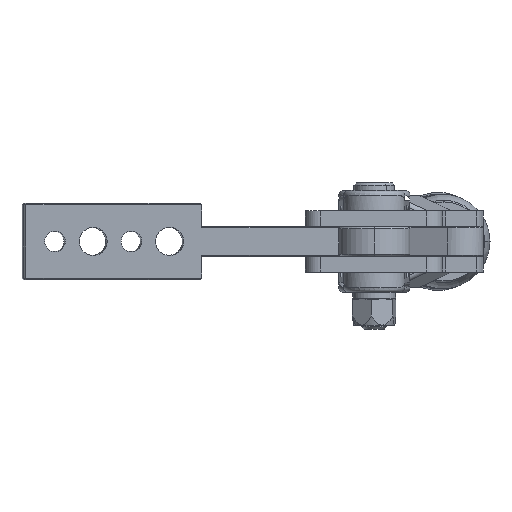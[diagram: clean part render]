
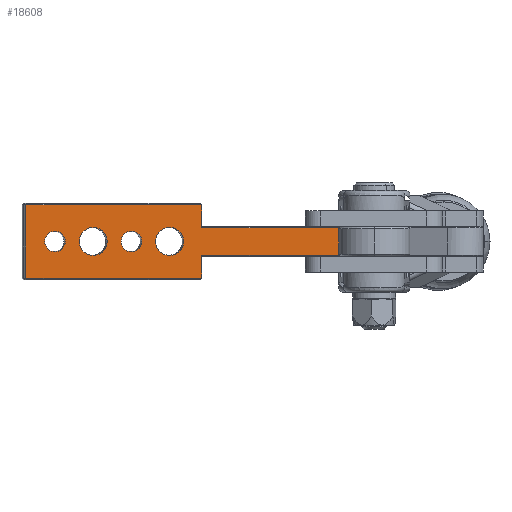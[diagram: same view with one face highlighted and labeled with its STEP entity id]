
A CAD part, front view. The second image highlights one B-rep face of the part: STEP entity #18608.
In plain terms, the highlighted face is planar.
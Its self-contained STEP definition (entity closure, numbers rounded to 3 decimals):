
#5488 = FACE_BOUND ( 'NONE', #22349, .T. ) ;
#5491 = FACE_BOUND ( 'NONE', #22346, .T. ) ;
#5493 = FACE_BOUND ( 'NONE', #22350, .T. ) ;
#5495 = FACE_OUTER_BOUND ( 'NONE', #22348, .T. ) ;
#5497 = FACE_BOUND ( 'NONE', #22347, .T. ) ;
#7147 = DIRECTION ( 'NONE',  ( 0.001, 1., 0. ) ) ;
#7149 = PLANE ( 'NONE',  #26431 ) ;
#7151 = CARTESIAN_POINT ( 'NONE',  ( 0.318, 593.942, 15. ) ) ;
#7153 = DIRECTION ( 'NONE',  ( -1., 0.001, 0. ) ) ;
#7230 = CARTESIAN_POINT ( 'NONE',  ( -179.331, 594.038, 0.3 ) ) ;
#7237 = CARTESIAN_POINT ( 'NONE',  ( -171.631, 594.034, 7.5 ) ) ;
#7285 = CARTESIAN_POINT ( 'NONE',  ( -110.913, 594.001, 4.8 ) ) ;
#7294 = CARTESIAN_POINT ( 'NONE',  ( -156.631, 594.026, 7.5 ) ) ;
#7307 = CARTESIAN_POINT ( 'NONE',  ( -168.881, 594.032, 7.5 ) ) ;
#7311 = CARTESIAN_POINT ( 'NONE',  ( -160.631, 594.028, 7.5 ) ) ;
#7313 = CARTESIAN_POINT ( 'NONE',  ( -179.331, 594.038, 14.7 ) ) ;
#9664 = CIRCLE ( 'NONE', #13808, 2.75 ) ;
#9669 = CIRCLE ( 'NONE', #13810, 2. ) ;
#9675 = CIRCLE ( 'NONE', #13812, 2.75 ) ;
#9681 = CIRCLE ( 'NONE', #13814, 2. ) ;
#9699 = LINE ( 'NONE', #15556, #9703 ) ;
#9703 = VECTOR ( 'NONE', #15562, 1000. ) ;
#9756 = LINE ( 'NONE', #15632, #9759 ) ;
#9759 = VECTOR ( 'NONE', #15633, 1000. ) ;
#9765 = CIRCLE ( 'NONE', #13832, 2.75 ) ;
#9766 = CIRCLE ( 'NONE', #13833, 2. ) ;
#9767 = CIRCLE ( 'NONE', #13834, 2.75 ) ;
#9768 = CIRCLE ( 'NONE', #13835, 2. ) ;
#9769 = LINE ( 'NONE', #15653, #9771 ) ;
#9770 = LINE ( 'NONE', #15663, #9773 ) ;
#9771 = VECTOR ( 'NONE', #15654, 1000. ) ;
#9772 = LINE ( 'NONE', #15665, #9775 ) ;
#9773 = VECTOR ( 'NONE', #15664, 1000. ) ;
#9774 = LINE ( 'NONE', #15667, #9777 ) ;
#9775 = VECTOR ( 'NONE', #15666, 1000. ) ;
#9776 = LINE ( 'NONE', #15669, #9779 ) ;
#9777 = VECTOR ( 'NONE', #15668, 1000. ) ;
#9778 = LINE ( 'NONE', #15671, #9781 ) ;
#9779 = VECTOR ( 'NONE', #15670, 1000. ) ;
#9781 = VECTOR ( 'NONE', #15672, 1000. ) ;
#13808 = AXIS2_PLACEMENT_3D ( 'NONE', #15501, #15502, #15503 ) ;
#13810 = AXIS2_PLACEMENT_3D ( 'NONE', #15511, #15512, #15513 ) ;
#13812 = AXIS2_PLACEMENT_3D ( 'NONE', #15521, #15522, #15523 ) ;
#13814 = AXIS2_PLACEMENT_3D ( 'NONE', #15531, #15532, #15533 ) ;
#13832 = AXIS2_PLACEMENT_3D ( 'NONE', #15647, #15648, #15649 ) ;
#13833 = AXIS2_PLACEMENT_3D ( 'NONE', #15650, #15651, #15652 ) ;
#13834 = AXIS2_PLACEMENT_3D ( 'NONE', #15655, #15656, #15657 ) ;
#13835 = AXIS2_PLACEMENT_3D ( 'NONE', #15660, #15661, #15662 ) ;
#15150 = ORIENTED_EDGE ( 'NONE', *, *, #25619, .T. ) ;
#15151 = ORIENTED_EDGE ( 'NONE', *, *, #25557, .T. ) ;
#15152 = ORIENTED_EDGE ( 'NONE', *, *, #25620, .T. ) ;
#15153 = ORIENTED_EDGE ( 'NONE', *, *, #25561, .T. ) ;
#15154 = ORIENTED_EDGE ( 'NONE', *, *, #25621, .T. ) ;
#15155 = ORIENTED_EDGE ( 'NONE', *, *, #25565, .T. ) ;
#15156 = ORIENTED_EDGE ( 'NONE', *, *, #25622, .T. ) ;
#15157 = ORIENTED_EDGE ( 'NONE', *, *, #25569, .T. ) ;
#15158 = ORIENTED_EDGE ( 'NONE', *, *, #25623, .T. ) ;
#15159 = ORIENTED_EDGE ( 'NONE', *, *, #25624, .T. ) ;
#15160 = ORIENTED_EDGE ( 'NONE', *, *, #25581, .F. ) ;
#15161 = ORIENTED_EDGE ( 'NONE', *, *, #25625, .T. ) ;
#15162 = ORIENTED_EDGE ( 'NONE', *, *, #25626, .T. ) ;
#15163 = ORIENTED_EDGE ( 'NONE', *, *, #25627, .T. ) ;
#15164 = ORIENTED_EDGE ( 'NONE', *, *, #25613, .T. ) ;
#15165 = ORIENTED_EDGE ( 'NONE', *, *, #25628, .T. ) ;
#15501 = CARTESIAN_POINT ( 'NONE',  ( -151.131, 594.023, 7.5 ) ) ;
#15502 = DIRECTION ( 'NONE',  ( 0.001, 1., 0. ) ) ;
#15503 = DIRECTION ( 'NONE',  ( -1., 0.001, 0. ) ) ;
#15511 = CARTESIAN_POINT ( 'NONE',  ( -158.631, 594.027, 7.5 ) ) ;
#15512 = DIRECTION ( 'NONE',  ( 0.001, 1., 0. ) ) ;
#15513 = DIRECTION ( 'NONE',  ( -1., 0.001, 0. ) ) ;
#15521 = CARTESIAN_POINT ( 'NONE',  ( -166.131, 594.031, 7.5 ) ) ;
#15522 = DIRECTION ( 'NONE',  ( 0.001, 1., 0. ) ) ;
#15523 = DIRECTION ( 'NONE',  ( -1., 0.001, 0. ) ) ;
#15531 = CARTESIAN_POINT ( 'NONE',  ( -173.631, 594.035, 7.5 ) ) ;
#15532 = DIRECTION ( 'NONE',  ( 0.001, 1., 0. ) ) ;
#15533 = DIRECTION ( 'NONE',  ( -1., 0.001, 0. ) ) ;
#15556 = CARTESIAN_POINT ( 'NONE',  ( -110.913, 594.001, 15. ) ) ;
#15562 = DIRECTION ( 'NONE',  ( 0., 0., -1. ) ) ;
#15632 = CARTESIAN_POINT ( 'NONE',  ( -179.331, 594.038, 15. ) ) ;
#15633 = DIRECTION ( 'NONE',  ( 0., 0., -1. ) ) ;
#15647 = CARTESIAN_POINT ( 'NONE',  ( -151.131, 594.023, 7.5 ) ) ;
#15648 = DIRECTION ( 'NONE',  ( 0.001, 1., 0. ) ) ;
#15649 = DIRECTION ( 'NONE',  ( -1., 0.001, 0. ) ) ;
#15650 = CARTESIAN_POINT ( 'NONE',  ( -158.631, 594.027, 7.5 ) ) ;
#15651 = DIRECTION ( 'NONE',  ( 0.001, 1., 0. ) ) ;
#15652 = DIRECTION ( 'NONE',  ( -1., 0.001, 0. ) ) ;
#15653 = CARTESIAN_POINT ( 'NONE',  ( -144.831, 594.02, 15. ) ) ;
#15654 = DIRECTION ( 'NONE',  ( 0., 0., 1. ) ) ;
#15655 = CARTESIAN_POINT ( 'NONE',  ( -166.131, 594.031, 7.5 ) ) ;
#15656 = DIRECTION ( 'NONE',  ( 0.001, 1., 0. ) ) ;
#15657 = DIRECTION ( 'NONE',  ( -1., 0.001, 0. ) ) ;
#15660 = CARTESIAN_POINT ( 'NONE',  ( -173.631, 594.035, 7.5 ) ) ;
#15661 = DIRECTION ( 'NONE',  ( 0.001, 1., 0. ) ) ;
#15662 = DIRECTION ( 'NONE',  ( -1., 0.001, 0. ) ) ;
#15663 = CARTESIAN_POINT ( 'NONE',  ( 0.318, 593.942, 4.8 ) ) ;
#15664 = DIRECTION ( 'NONE',  ( 1., -0.001, 0. ) ) ;
#15665 = CARTESIAN_POINT ( 'NONE',  ( 0.318, 593.942, 10.2 ) ) ;
#15666 = DIRECTION ( 'NONE',  ( -1., 0.001, 0. ) ) ;
#15667 = CARTESIAN_POINT ( 'NONE',  ( -144.831, 594.02, 15. ) ) ;
#15668 = DIRECTION ( 'NONE',  ( 0., 0., 1. ) ) ;
#15669 = CARTESIAN_POINT ( 'NONE',  ( -179.331, 594.038, 14.7 ) ) ;
#15670 = DIRECTION ( 'NONE',  ( -1., 0.001, 0. ) ) ;
#15671 = CARTESIAN_POINT ( 'NONE',  ( 0.318, 593.942, 0.3 ) ) ;
#15672 = DIRECTION ( 'NONE',  ( 1., -0.001, 0. ) ) ;
#16907 = CARTESIAN_POINT ( 'NONE',  ( -153.881, 594.024, 7.5 ) ) ;
#18608 = ADVANCED_FACE ( 'NONE', ( #5491, #5497, #5493, #5488, #5495 ), #7149, .F. ) ;
#21926 = VERTEX_POINT ( 'NONE', #7230 ) ;
#21933 = VERTEX_POINT ( 'NONE', #7237 ) ;
#21981 = VERTEX_POINT ( 'NONE', #7285 ) ;
#21990 = VERTEX_POINT ( 'NONE', #7294 ) ;
#22003 = VERTEX_POINT ( 'NONE', #7307 ) ;
#22007 = VERTEX_POINT ( 'NONE', #7311 ) ;
#22009 = VERTEX_POINT ( 'NONE', #7313 ) ;
#22063 = VERTEX_POINT ( 'NONE', #16907 ) ;
#22346 = EDGE_LOOP ( 'NONE', ( #15150, #15151 ) ) ;
#22347 = EDGE_LOOP ( 'NONE', ( #15152, #15153 ) ) ;
#22348 = EDGE_LOOP ( 'NONE', ( #15158, #15159, #15160, #15161, #15162, #15163, #15164, #15165 ) ) ;
#22349 = EDGE_LOOP ( 'NONE', ( #15156, #15157 ) ) ;
#22350 = EDGE_LOOP ( 'NONE', ( #15154, #15155 ) ) ;
#23566 = CARTESIAN_POINT ( 'NONE',  ( -148.381, 594.021, 7.5 ) ) ;
#23567 = CARTESIAN_POINT ( 'NONE',  ( -175.631, 594.036, 7.5 ) ) ;
#23574 = CARTESIAN_POINT ( 'NONE',  ( -144.831, 594.02, 10.2 ) ) ;
#23613 = CARTESIAN_POINT ( 'NONE',  ( -110.913, 594.001, 10.2 ) ) ;
#23621 = CARTESIAN_POINT ( 'NONE',  ( -144.831, 594.02, 14.7 ) ) ;
#23629 = CARTESIAN_POINT ( 'NONE',  ( -144.831, 594.02, 4.8 ) ) ;
#23675 = CARTESIAN_POINT ( 'NONE',  ( -163.381, 594.029, 7.5 ) ) ;
#23733 = CARTESIAN_POINT ( 'NONE',  ( -144.831, 594.02, 0.3 ) ) ;
#25557 = EDGE_CURVE ( 'NONE', #27804, #22063, #9664, .T. ) ;
#25561 = EDGE_CURVE ( 'NONE', #21990, #22007, #9669, .T. ) ;
#25565 = EDGE_CURVE ( 'NONE', #27916, #22003, #9675, .T. ) ;
#25569 = EDGE_CURVE ( 'NONE', #21933, #27814, #9681, .T. ) ;
#25581 = EDGE_CURVE ( 'NONE', #27854, #21981, #9699, .T. ) ;
#25613 = EDGE_CURVE ( 'NONE', #22009, #21926, #9756, .T. ) ;
#25619 = EDGE_CURVE ( 'NONE', #22063, #27804, #9765, .T. ) ;
#25620 = EDGE_CURVE ( 'NONE', #22007, #21990, #9766, .T. ) ;
#25621 = EDGE_CURVE ( 'NONE', #22003, #27916, #9767, .T. ) ;
#25622 = EDGE_CURVE ( 'NONE', #27814, #21933, #9768, .T. ) ;
#25623 = EDGE_CURVE ( 'NONE', #27974, #27870, #9769, .T. ) ;
#25624 = EDGE_CURVE ( 'NONE', #27870, #21981, #9770, .T. ) ;
#25625 = EDGE_CURVE ( 'NONE', #27854, #27815, #9772, .T. ) ;
#25626 = EDGE_CURVE ( 'NONE', #27815, #27862, #9774, .T. ) ;
#25627 = EDGE_CURVE ( 'NONE', #27862, #22009, #9776, .T. ) ;
#25628 = EDGE_CURVE ( 'NONE', #21926, #27974, #9778, .T. ) ;
#26431 = AXIS2_PLACEMENT_3D ( 'NONE', #7151, #7147, #7153 ) ;
#27804 = VERTEX_POINT ( 'NONE', #23566 ) ;
#27814 = VERTEX_POINT ( 'NONE', #23567 ) ;
#27815 = VERTEX_POINT ( 'NONE', #23574 ) ;
#27854 = VERTEX_POINT ( 'NONE', #23613 ) ;
#27862 = VERTEX_POINT ( 'NONE', #23621 ) ;
#27870 = VERTEX_POINT ( 'NONE', #23629 ) ;
#27916 = VERTEX_POINT ( 'NONE', #23675 ) ;
#27974 = VERTEX_POINT ( 'NONE', #23733 ) ;
